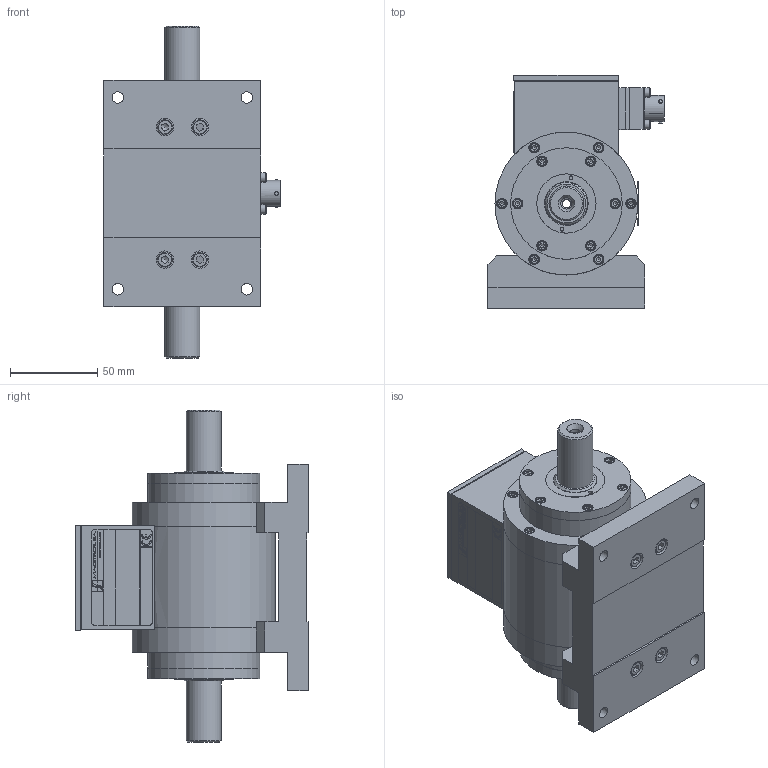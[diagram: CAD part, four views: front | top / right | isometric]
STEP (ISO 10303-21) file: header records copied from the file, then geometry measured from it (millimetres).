
FILE_DESCRIPTION (( 'STEP AP203' ), '1' );
FILE_NAME ('415-310-000-011_EF.STEP', '2012-09-11T13:43:28', ( 'admin' ), ( 'Hewlett-Packard Company' ), 'SwSTEP 2.0', 'SolidWorks 2012', '' );
FILE_SCHEMA (( 'CONFIG_CONTROL_DESIGN' ));
Products named in the file (1): 415-310-000-011_EF
Bounding box: 101 x 133.5 x 190.4 mm (x, y, z)
Surface area: 111063.2 mm2 (no closed solid volume)
Topology: 0 solids, 186 shells, 663 faces, 4964 edges, 4432 vertices
Faces by surface type: plane 481, cylinder 90, cone 48, torus 32, bspline 6, sphere 6
Full cylindrical faces by diameter (mm): 1 x6, 2 x3, 2.1 x4, 5.5 x4, 6 x28, 6.4 x2, 6.5 x1, 6.6 x4, 8.5 x1, 10 x4, 15 x1, 20 x2, 34 x2, 64 x4, 82 x3
Entity records: 55646 total; most frequent: CARTESIAN_POINT 23932, ORIENTED_EDGE 5528, DIRECTION 4831, EDGE_CURVE 4739, VERTEX_POINT 4370, VECTOR 2647, LINE 2647, B_SPLINE_CURVE_WITH_KNOTS 1658
